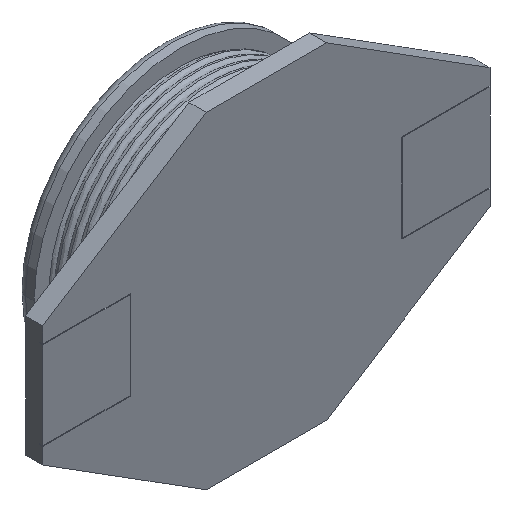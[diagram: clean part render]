
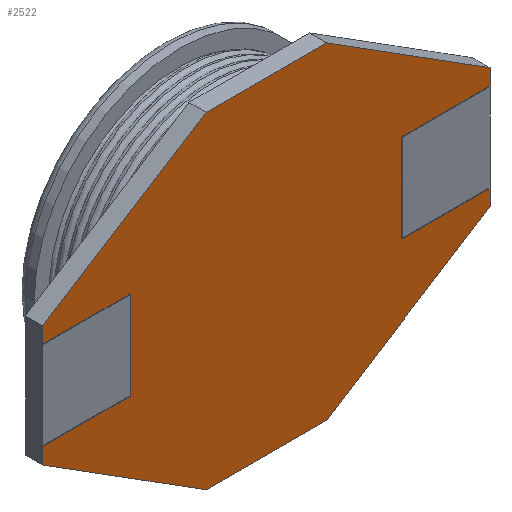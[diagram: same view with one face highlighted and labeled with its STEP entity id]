
A CAD part, isometric view. The second image highlights one B-rep face of the part: STEP entity #2522.
In plain terms, the highlighted planar face has unit normal (0, -1, 0).
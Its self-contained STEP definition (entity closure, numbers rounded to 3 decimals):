
#1=DIRECTION('',(0.,0.,1.));
#2=VECTOR('',#1,2.54);
#3=CARTESIAN_POINT('',(3.94,0.,-1.27));
#4=LINE('',#3,#2);
#5=DIRECTION('',(-0.707,0.,0.707));
#6=VECTOR('',#5,0.028);
#7=CARTESIAN_POINT('',(3.96,0.,-1.29));
#8=LINE('',#7,#6);
#9=DIRECTION('',(-1.,0.,0.));
#10=VECTOR('',#9,2.54);
#11=CARTESIAN_POINT('',(6.5,0.,-1.29));
#12=LINE('',#11,#10);
#13=DIRECTION('',(0.,0.,-1.));
#14=VECTOR('',#13,0.46);
#15=CARTESIAN_POINT('',(6.5,0.,-1.29));
#16=LINE('',#15,#14);
#17=DIRECTION('',(-0.845,0.,-0.534));
#18=VECTOR('',#17,5.618);
#19=CARTESIAN_POINT('',(6.5,0.,-1.75));
#20=LINE('',#19,#18);
#21=DIRECTION('',(-1.,0.,0.));
#22=VECTOR('',#21,3.5);
#23=CARTESIAN_POINT('',(1.75,0.,-4.75));
#24=LINE('',#23,#22);
#25=DIRECTION('',(-0.845,0.,0.534));
#26=VECTOR('',#25,5.618);
#27=CARTESIAN_POINT('',(-1.75,0.,-4.75));
#28=LINE('',#27,#26);
#29=DIRECTION('',(0.,0.,1.));
#30=VECTOR('',#29,0.46);
#31=CARTESIAN_POINT('',(-6.5,0.,-1.75));
#32=LINE('',#31,#30);
#33=DIRECTION('',(1.,0.,0.));
#34=VECTOR('',#33,2.54);
#35=CARTESIAN_POINT('',(-6.5,0.,-1.29));
#36=LINE('',#35,#34);
#37=DIRECTION('',(-0.707,0.,-0.707));
#38=VECTOR('',#37,0.028);
#39=CARTESIAN_POINT('',(-3.94,0.,-1.27));
#40=LINE('',#39,#38);
#41=DIRECTION('',(0.,0.,-1.));
#42=VECTOR('',#41,2.54);
#43=CARTESIAN_POINT('',(-3.94,0.,1.27));
#44=LINE('',#43,#42);
#45=DIRECTION('',(0.707,0.,-0.707));
#46=VECTOR('',#45,0.028);
#47=CARTESIAN_POINT('',(-3.96,0.,1.29));
#48=LINE('',#47,#46);
#49=DIRECTION('',(1.,0.,0.));
#50=VECTOR('',#49,2.54);
#51=CARTESIAN_POINT('',(-6.5,0.,1.29));
#52=LINE('',#51,#50);
#53=DIRECTION('',(0.,0.,1.));
#54=VECTOR('',#53,0.46);
#55=CARTESIAN_POINT('',(-6.5,0.,1.29));
#56=LINE('',#55,#54);
#57=DIRECTION('',(0.845,0.,0.534));
#58=VECTOR('',#57,5.618);
#59=CARTESIAN_POINT('',(-6.5,0.,1.75));
#60=LINE('',#59,#58);
#61=DIRECTION('',(1.,0.,0.));
#62=VECTOR('',#61,3.5);
#63=CARTESIAN_POINT('',(-1.75,0.,4.75));
#64=LINE('',#63,#62);
#65=DIRECTION('',(0.845,0.,-0.534));
#66=VECTOR('',#65,5.618);
#67=CARTESIAN_POINT('',(1.75,0.,4.75));
#68=LINE('',#67,#66);
#69=DIRECTION('',(0.,0.,-1.));
#70=VECTOR('',#69,0.46);
#71=CARTESIAN_POINT('',(6.5,0.,1.75));
#72=LINE('',#71,#70);
#73=DIRECTION('',(-1.,0.,0.));
#74=VECTOR('',#73,2.54);
#75=CARTESIAN_POINT('',(6.5,0.,1.29));
#76=LINE('',#75,#74);
#77=DIRECTION('',(0.707,0.,0.707));
#78=VECTOR('',#77,0.028);
#79=CARTESIAN_POINT('',(3.94,0.,1.27));
#80=LINE('',#79,#78);
#2343=CARTESIAN_POINT('',(-1.75,0.,-4.75));
#2344=CARTESIAN_POINT('',(-6.5,0.,-1.75));
#2345=VERTEX_POINT('',#2343);
#2346=VERTEX_POINT('',#2344);
#2347=CARTESIAN_POINT('',(-6.5,0.,1.75));
#2348=CARTESIAN_POINT('',(-1.75,0.,4.75));
#2349=VERTEX_POINT('',#2347);
#2350=VERTEX_POINT('',#2348);
#2351=CARTESIAN_POINT('',(1.75,0.,4.75));
#2352=VERTEX_POINT('',#2351);
#2353=CARTESIAN_POINT('',(6.5,0.,1.75));
#2354=VERTEX_POINT('',#2353);
#2355=CARTESIAN_POINT('',(6.5,0.,-1.75));
#2356=CARTESIAN_POINT('',(1.75,0.,-4.75));
#2357=VERTEX_POINT('',#2355);
#2358=VERTEX_POINT('',#2356);
#2403=CARTESIAN_POINT('',(3.94,0.,-1.27));
#2404=CARTESIAN_POINT('',(3.94,0.,1.27));
#2405=VERTEX_POINT('',#2403);
#2406=VERTEX_POINT('',#2404);
#2429=CARTESIAN_POINT('',(6.5,0.,-1.29));
#2430=CARTESIAN_POINT('',(3.96,0.,-1.29));
#2431=VERTEX_POINT('',#2429);
#2432=VERTEX_POINT('',#2430);
#2433=CARTESIAN_POINT('',(3.96,0.,1.29));
#2434=VERTEX_POINT('',#2433);
#2435=CARTESIAN_POINT('',(6.5,0.,1.29));
#2436=VERTEX_POINT('',#2435);
#2445=CARTESIAN_POINT('',(-6.5,0.,1.29));
#2446=CARTESIAN_POINT('',(-3.96,0.,1.29));
#2447=VERTEX_POINT('',#2445);
#2448=VERTEX_POINT('',#2446);
#2449=CARTESIAN_POINT('',(-3.94,0.,1.27));
#2450=VERTEX_POINT('',#2449);
#2451=CARTESIAN_POINT('',(-3.94,0.,-1.27));
#2452=VERTEX_POINT('',#2451);
#2453=CARTESIAN_POINT('',(-3.96,0.,-1.29));
#2454=VERTEX_POINT('',#2453);
#2455=CARTESIAN_POINT('',(-6.5,0.,-1.29));
#2456=VERTEX_POINT('',#2455);
#2475=CARTESIAN_POINT('',(0.,0.,0.));
#2476=DIRECTION('',(0.,1.,0.));
#2477=DIRECTION('',(1.,0.,0.));
#2478=AXIS2_PLACEMENT_3D('',#2475,#2476,#2477);
#2479=PLANE('',#2478);
#2481=ORIENTED_EDGE('',*,*,#2480,.F.);
#2483=ORIENTED_EDGE('',*,*,#2482,.F.);
#2485=ORIENTED_EDGE('',*,*,#2484,.F.);
#2487=ORIENTED_EDGE('',*,*,#2486,.T.);
#2489=ORIENTED_EDGE('',*,*,#2488,.T.);
#2491=ORIENTED_EDGE('',*,*,#2490,.T.);
#2493=ORIENTED_EDGE('',*,*,#2492,.T.);
#2495=ORIENTED_EDGE('',*,*,#2494,.T.);
#2497=ORIENTED_EDGE('',*,*,#2496,.T.);
#2499=ORIENTED_EDGE('',*,*,#2498,.F.);
#2501=ORIENTED_EDGE('',*,*,#2500,.F.);
#2503=ORIENTED_EDGE('',*,*,#2502,.F.);
#2505=ORIENTED_EDGE('',*,*,#2504,.F.);
#2507=ORIENTED_EDGE('',*,*,#2506,.T.);
#2509=ORIENTED_EDGE('',*,*,#2508,.T.);
#2511=ORIENTED_EDGE('',*,*,#2510,.T.);
#2513=ORIENTED_EDGE('',*,*,#2512,.T.);
#2515=ORIENTED_EDGE('',*,*,#2514,.T.);
#2517=ORIENTED_EDGE('',*,*,#2516,.T.);
#2519=ORIENTED_EDGE('',*,*,#2518,.F.);
#2520=EDGE_LOOP('',(#2481,#2483,#2485,#2487,#2489,#2491,#2493,#2495,#2497,#2499,
#2501,#2503,#2505,#2507,#2509,#2511,#2513,#2515,#2517,#2519));
#2521=FACE_OUTER_BOUND('',#2520,.F.);
#2480=EDGE_CURVE('',#2405,#2406,#4,.T.);
#2482=EDGE_CURVE('',#2432,#2405,#8,.T.);
#2484=EDGE_CURVE('',#2431,#2432,#12,.T.);
#2486=EDGE_CURVE('',#2431,#2357,#16,.T.);
#2488=EDGE_CURVE('',#2357,#2358,#20,.T.);
#2490=EDGE_CURVE('',#2358,#2345,#24,.T.);
#2492=EDGE_CURVE('',#2345,#2346,#28,.T.);
#2494=EDGE_CURVE('',#2346,#2456,#32,.T.);
#2496=EDGE_CURVE('',#2456,#2454,#36,.T.);
#2498=EDGE_CURVE('',#2452,#2454,#40,.T.);
#2500=EDGE_CURVE('',#2450,#2452,#44,.T.);
#2502=EDGE_CURVE('',#2448,#2450,#48,.T.);
#2504=EDGE_CURVE('',#2447,#2448,#52,.T.);
#2506=EDGE_CURVE('',#2447,#2349,#56,.T.);
#2508=EDGE_CURVE('',#2349,#2350,#60,.T.);
#2510=EDGE_CURVE('',#2350,#2352,#64,.T.);
#2512=EDGE_CURVE('',#2352,#2354,#68,.T.);
#2514=EDGE_CURVE('',#2354,#2436,#72,.T.);
#2516=EDGE_CURVE('',#2436,#2434,#76,.T.);
#2518=EDGE_CURVE('',#2406,#2434,#80,.T.);
#2522=ADVANCED_FACE('',(#2521),#2479,.F.);
